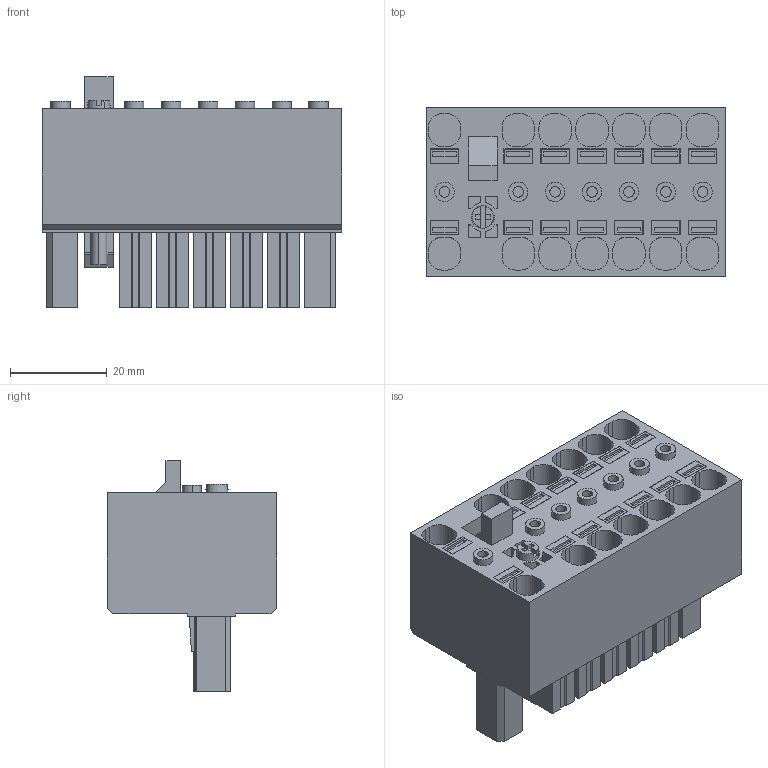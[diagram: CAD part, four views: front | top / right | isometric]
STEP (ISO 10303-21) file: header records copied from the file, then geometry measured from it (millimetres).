
FILE_DESCRIPTION(('CATIA V5R24 STEP','CAx-IF Rec.Pracs.--- Model Styling and Organization---1.4--- 2014-01-23'),'2;1');
FILE_NAME ('1208094-4_0_2720610000_2720610000.stp','2021-02-10T12:48:33+00:00',('none'),('Weidmueller'),'CATIA Version 5-6 Release 2016 SP3 HF44','CATIA V5 STEP AP214','none');
FILE_SCHEMA(('AUTOMOTIVE_DESIGN { 1 0 10303 214 1 1 1 1 }'));
Length unit declared in the file: millimetre
Products named in the file (1): 2720610000
Bounding box: 61.96 x 35.05 x 47.7 mm (x, y, z)
Volume: 55530.8 mm3; surface area: 21982.9 mm2
Topology: 17 solids, 17 shells, 861 faces, 2173 edges, 1448 vertices
Faces by surface type: plane 760, cylinder 99, cone 2
Entity records: 25520 total; most frequent: CARTESIAN_POINT 5113, ORIENTED_EDGE 4346, DIRECTION 3259, EDGE_CURVE 2173, VECTOR 1963, LINE 1963, VERTEX_POINT 1448, EDGE_LOOP 971
